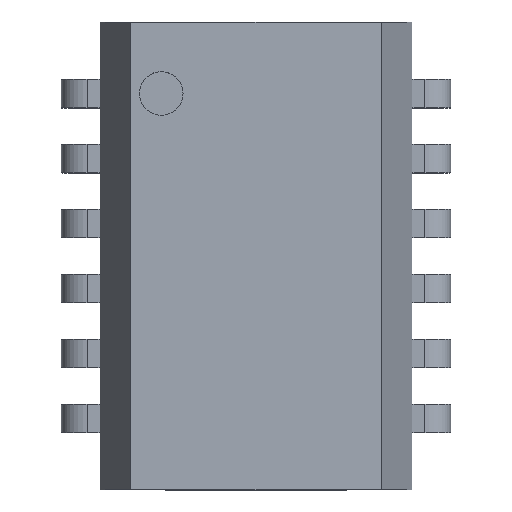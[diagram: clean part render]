
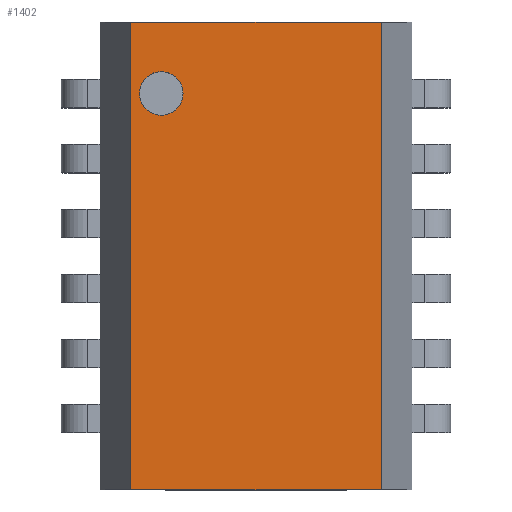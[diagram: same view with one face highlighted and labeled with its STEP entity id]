
A CAD part, top view. The second image highlights one B-rep face of the part: STEP entity #1402.
In plain terms, the highlighted planar face has unit normal (0, 0, 1).
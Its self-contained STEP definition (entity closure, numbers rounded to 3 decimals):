
#133 = CARTESIAN_POINT ( 'NONE',  ( -0.537, -3.475, 0.65 ) ) ;
#242 = DIRECTION ( 'NONE',  ( 1., 0., 0. ) ) ;
#274 = DIRECTION ( 'NONE',  ( 0., 0., 1. ) ) ;
#309 = CARTESIAN_POINT ( 'NONE',  ( -0.537, -3.475, 0.65 ) ) ;
#329 = CARTESIAN_POINT ( 'NONE',  ( -0.537, 0.125, 0.65 ) ) ;
#336 = LINE ( 'NONE', #309, #4328 ) ;
#374 = CARTESIAN_POINT ( 'NONE',  ( -2.463, -3.475, 0.65 ) ) ;
#378 = CARTESIAN_POINT ( 'NONE',  ( -2.229, -0.425, 0.65 ) ) ;
#426 = DIRECTION ( 'NONE',  ( -1., 0., 0. ) ) ;
#473 = CARTESIAN_POINT ( 'NONE',  ( -2.397, -0.425, 0.65 ) ) ;
#479 = CARTESIAN_POINT ( 'NONE',  ( -2.463, 0.125, 0.65 ) ) ;
#622 = CARTESIAN_POINT ( 'NONE',  ( -2.061, -0.425, 0.65 ) ) ;
#671 = CARTESIAN_POINT ( 'NONE',  ( -2.229, -0.425, 0.65 ) ) ;
#816 = DIRECTION ( 'NONE',  ( 1., 0., 0. ) ) ;
#883 = DIRECTION ( 'NONE',  ( 0., 0., 1. ) ) ;
#1206 = EDGE_CURVE ( 'NONE', #5387, #4902, #3761, .T. ) ;
#1238 = EDGE_CURVE ( 'NONE', #5387, #4973, #3810, .T. ) ;
#1302 = EDGE_CURVE ( 'NONE', #4973, #5224, #2487, .T. ) ;
#1402 = ADVANCED_FACE ( 'NONE', ( #2257, #2266 ), #2255, .T. ) ;
#2253 = DIRECTION ( 'NONE',  ( 1., 0., 0. ) ) ;
#2255 = PLANE ( 'NONE',  #3319 ) ;
#2257 = FACE_BOUND ( 'NONE', #4065, .T. ) ;
#2258 = CARTESIAN_POINT ( 'NONE',  ( 0., 0., 0.65 ) ) ;
#2262 = DIRECTION ( 'NONE',  ( 0., 0., 1. ) ) ;
#2266 = FACE_OUTER_BOUND ( 'NONE', #3555, .T. ) ;
#2484 = DIRECTION ( 'NONE',  ( 0., -1., 0. ) ) ;
#2486 = CARTESIAN_POINT ( 'NONE',  ( -2.463, 0., 0.65 ) ) ;
#2487 = LINE ( 'NONE', #2486, #3120 ) ;
#3001 = VECTOR ( 'NONE', #3835, 1000. ) ;
#3086 = VECTOR ( 'NONE', #4024, 1000. ) ;
#3120 = VECTOR ( 'NONE', #2484, 1000. ) ;
#3319 = AXIS2_PLACEMENT_3D ( 'NONE', #2258, #2262, #2253 ) ;
#3555 = EDGE_LOOP ( 'NONE', ( #5290, #5008, #5197, #5052 ) ) ;
#3698 = CARTESIAN_POINT ( 'NONE',  ( -0.537, 0.125, 0.65 ) ) ;
#3761 = LINE ( 'NONE', #3852, #3001 ) ;
#3810 = LINE ( 'NONE', #3698, #3086 ) ;
#3835 = DIRECTION ( 'NONE',  ( 0., -1., 0. ) ) ;
#3852 = CARTESIAN_POINT ( 'NONE',  ( -0.537, 2.5, 0.65 ) ) ;
#4024 = DIRECTION ( 'NONE',  ( -1., 0., 0. ) ) ;
#4065 = EDGE_LOOP ( 'NONE', ( #5124, #5134 ) ) ;
#4328 = VECTOR ( 'NONE', #426, 1000. ) ;
#4333 = AXIS2_PLACEMENT_3D ( 'NONE', #378, #883, #242 ) ;
#4356 = CIRCLE ( 'NONE', #4333, 0.168 ) ;
#4399 = CIRCLE ( 'NONE', #4401, 0.168 ) ;
#4401 = AXIS2_PLACEMENT_3D ( 'NONE', #671, #274, #816 ) ;
#4814 = VERTEX_POINT ( 'NONE', #473 ) ;
#4902 = VERTEX_POINT ( 'NONE', #133 ) ;
#4973 = VERTEX_POINT ( 'NONE', #479 ) ;
#5008 = ORIENTED_EDGE ( 'NONE', *, *, #1238, .T. ) ;
#5052 = ORIENTED_EDGE ( 'NONE', *, *, #5440, .F. ) ;
#5124 = ORIENTED_EDGE ( 'NONE', *, *, #5407, .F. ) ;
#5134 = ORIENTED_EDGE ( 'NONE', *, *, #5460, .F. ) ;
#5197 = ORIENTED_EDGE ( 'NONE', *, *, #1302, .T. ) ;
#5224 = VERTEX_POINT ( 'NONE', #374 ) ;
#5290 = ORIENTED_EDGE ( 'NONE', *, *, #1206, .F. ) ;
#5356 = VERTEX_POINT ( 'NONE', #622 ) ;
#5387 = VERTEX_POINT ( 'NONE', #329 ) ;
#5407 = EDGE_CURVE ( 'NONE', #5356, #4814, #4399, .T. ) ;
#5440 = EDGE_CURVE ( 'NONE', #4902, #5224, #336, .T. ) ;
#5460 = EDGE_CURVE ( 'NONE', #4814, #5356, #4356, .T. ) ;
